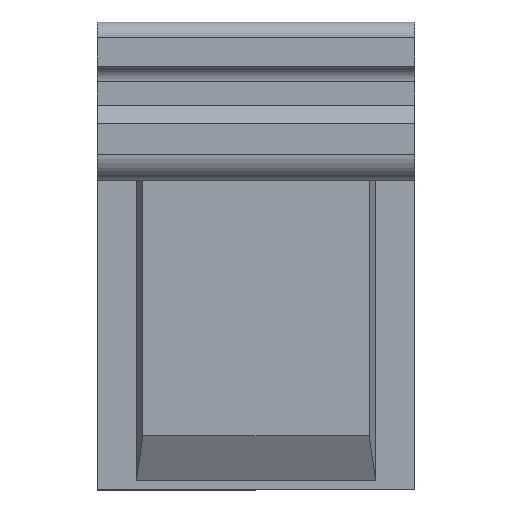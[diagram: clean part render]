
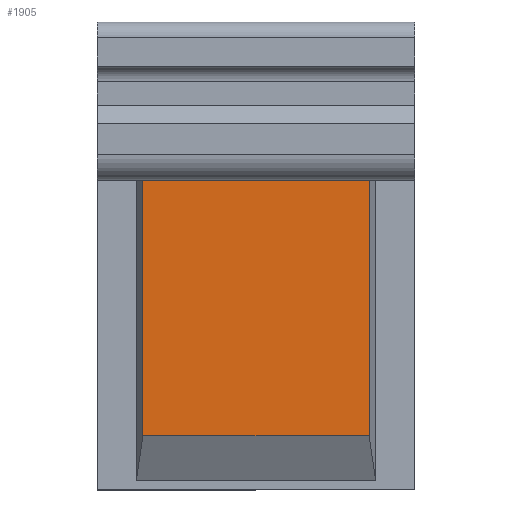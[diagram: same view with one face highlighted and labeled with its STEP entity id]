
A CAD part, front view. The second image highlights one B-rep face of the part: STEP entity #1905.
In plain terms, the highlighted planar face has unit normal (0, -1, 0).
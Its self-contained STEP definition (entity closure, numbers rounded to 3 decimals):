
#1890=AXIS2_PLACEMENT_3D('Plane Axis2P3D',#1887,#1888,#1889) ;
#1307=CARTESIAN_POINT('Vertex',(0.875,2.55,5.95)) ;
#1310=CARTESIAN_POINT('Line Origine',(1.751,2.55,5.95)) ;
#1314=CARTESIAN_POINT('Vertex',(2.626,2.55,5.95)) ;
#1317=CARTESIAN_POINT('Line Origine',(3.176,2.55,5.95)) ;
#1321=CARTESIAN_POINT('Vertex',(3.726,2.55,5.95)) ;
#1324=CARTESIAN_POINT('Line Origine',(4.476,2.55,5.95)) ;
#1328=CARTESIAN_POINT('Vertex',(5.225,2.55,5.95)) ;
#1608=CARTESIAN_POINT('Line Origine',(5.225,2.55,3.495)) ;
#1612=CARTESIAN_POINT('Vertex',(5.225,2.55,1.039)) ;
#1632=CARTESIAN_POINT('Line Origine',(3.05,2.55,1.039)) ;
#1636=CARTESIAN_POINT('Vertex',(0.875,2.55,1.039)) ;
#1887=CARTESIAN_POINT('Axis2P3D Location',(0.976,2.55,5.95)) ;
#1892=CARTESIAN_POINT('Line Origine',(0.875,2.55,3.491)) ;
#1311=DIRECTION('Vector Direction',(-1.,0.,0.)) ;
#1318=DIRECTION('Vector Direction',(1.,0.,0.)) ;
#1325=DIRECTION('Vector Direction',(-1.,0.,0.)) ;
#1609=DIRECTION('Vector Direction',(0.,0.,-1.)) ;
#1633=DIRECTION('Vector Direction',(1.,0.,0.)) ;
#1888=DIRECTION('Axis2P3D Direction',(0.,-1.,0.)) ;
#1889=DIRECTION('Axis2P3D XDirection',(0.,0.,-1.)) ;
#1893=DIRECTION('Vector Direction',(0.,0.,-1.)) ;
#1312=VECTOR('Line Direction',#1311,1.) ;
#1319=VECTOR('Line Direction',#1318,1.) ;
#1326=VECTOR('Line Direction',#1325,1.) ;
#1610=VECTOR('Line Direction',#1609,1.) ;
#1634=VECTOR('Line Direction',#1633,1.) ;
#1894=VECTOR('Line Direction',#1893,1.) ;
#1898=ORIENTED_EDGE('',*,*,#1638,.T.) ;
#1899=ORIENTED_EDGE('',*,*,#1614,.T.) ;
#1900=ORIENTED_EDGE('',*,*,#1330,.T.) ;
#1901=ORIENTED_EDGE('',*,*,#1323,.T.) ;
#1902=ORIENTED_EDGE('',*,*,#1316,.T.) ;
#1903=ORIENTED_EDGE('',*,*,#1896,.F.) ;
#1905=ADVANCED_FACE('Koerper.2',(#1904),#1891,.T.) ;
#1316=EDGE_CURVE('',#1315,#1308,#1313,.T.) ;
#1323=EDGE_CURVE('',#1322,#1315,#1320,.F.) ;
#1330=EDGE_CURVE('',#1329,#1322,#1327,.T.) ;
#1614=EDGE_CURVE('',#1613,#1329,#1611,.F.) ;
#1638=EDGE_CURVE('',#1637,#1613,#1635,.T.) ;
#1896=EDGE_CURVE('',#1637,#1308,#1895,.F.) ;
#1897=EDGE_LOOP('',(#1898,#1899,#1900,#1901,#1902,#1903)) ;
#1904=FACE_OUTER_BOUND('',#1897,.T.) ;
#1313=LINE('Line',#1310,#1312) ;
#1320=LINE('Line',#1317,#1319) ;
#1327=LINE('Line',#1324,#1326) ;
#1611=LINE('Line',#1608,#1610) ;
#1635=LINE('Line',#1632,#1634) ;
#1895=LINE('Line',#1892,#1894) ;
#1891=PLANE('',#1890) ;
#1308=VERTEX_POINT('',#1307) ;
#1315=VERTEX_POINT('',#1314) ;
#1322=VERTEX_POINT('',#1321) ;
#1329=VERTEX_POINT('',#1328) ;
#1613=VERTEX_POINT('',#1612) ;
#1637=VERTEX_POINT('',#1636) ;
